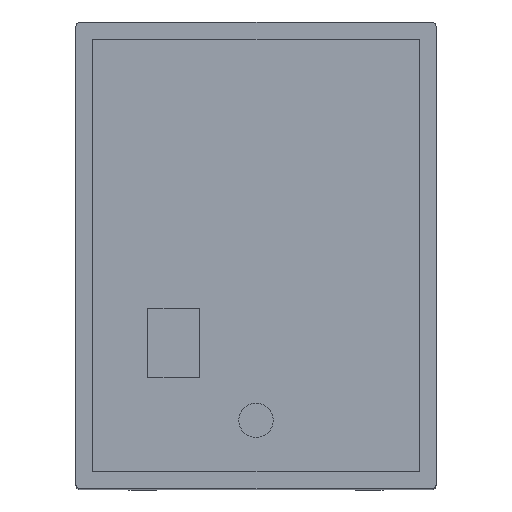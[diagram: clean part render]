
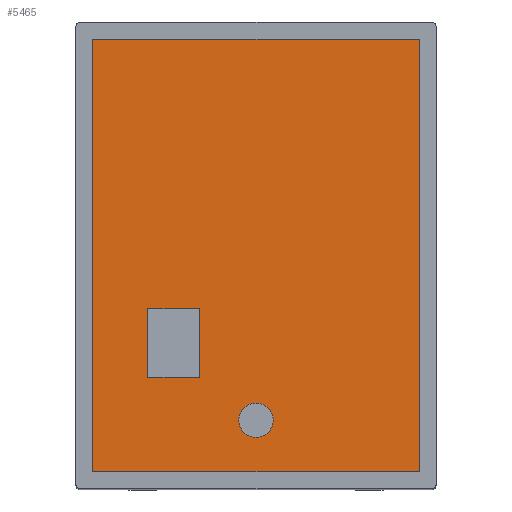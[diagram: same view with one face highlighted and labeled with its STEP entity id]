
A CAD part, top view. The second image highlights one B-rep face of the part: STEP entity #5465.
In plain terms, the highlighted planar face has unit normal (0, 0, 1).
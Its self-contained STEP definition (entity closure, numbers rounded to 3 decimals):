
#64 = ORIENTED_EDGE ( 'NONE', *, *, #4480, .F. ) ;
#120 = DIRECTION ( 'NONE',  ( -1., 0., 0. ) ) ;
#313 = CIRCLE ( 'NONE', #6552, 1. ) ;
#370 = DIRECTION ( 'NONE',  ( 0., -1., 0. ) ) ;
#1148 = AXIS2_PLACEMENT_3D ( 'NONE', #3219, #3873, #9672 ) ;
#1590 = CARTESIAN_POINT ( 'NONE',  ( 9.5, -12.6, 35. ) ) ;
#1717 = LINE ( 'NONE', #4361, #3048 ) ;
#2024 = VECTOR ( 'NONE', #370, 1000. ) ;
#2028 = ORIENTED_EDGE ( 'NONE', *, *, #3109, .F. ) ;
#2151 = CARTESIAN_POINT ( 'NONE',  ( -1., -9.6, 35. ) ) ;
#2198 = FACE_BOUND ( 'NONE', #6889, .T. ) ;
#2260 = DIRECTION ( 'NONE',  ( -1., 0., 0. ) ) ;
#2503 = DIRECTION ( 'NONE',  ( 0., 1., 0. ) ) ;
#2571 = LINE ( 'NONE', #8420, #8788 ) ;
#2700 = EDGE_CURVE ( 'NONE', #7448, #6501, #4005, .T. ) ;
#2772 = VECTOR ( 'NONE', #2503, 1000. ) ;
#2792 = CARTESIAN_POINT ( 'NONE',  ( -3.3, -3.1, 35. ) ) ;
#2914 = LINE ( 'NONE', #3680, #6279 ) ;
#3048 = VECTOR ( 'NONE', #7607, 1000. ) ;
#3109 = EDGE_CURVE ( 'NONE', #6429, #8643, #7343, .T. ) ;
#3219 = CARTESIAN_POINT ( 'NONE',  ( 0., -9.6, 35. ) ) ;
#3315 = EDGE_CURVE ( 'NONE', #8643, #8892, #2571, .T. ) ;
#3535 = DIRECTION ( 'NONE',  ( 0., -1., 0. ) ) ;
#3680 = CARTESIAN_POINT ( 'NONE',  ( 9.5, -12.6, 35. ) ) ;
#3791 = EDGE_CURVE ( 'NONE', #5269, #8326, #313, .T. ) ;
#3870 = CARTESIAN_POINT ( 'NONE',  ( 9.5, -12.6, 35. ) ) ;
#3873 = DIRECTION ( 'NONE',  ( 0., 0., 1. ) ) ;
#4005 = LINE ( 'NONE', #8924, #9121 ) ;
#4361 = CARTESIAN_POINT ( 'NONE',  ( -3.3, -7.1, 35. ) ) ;
#4480 = EDGE_CURVE ( 'NONE', #8892, #7045, #1717, .T. ) ;
#4758 = DIRECTION ( 'NONE',  ( -1., 0., 0. ) ) ;
#4785 = CARTESIAN_POINT ( 'NONE',  ( 9.5, 12.6, 35. ) ) ;
#4807 = EDGE_CURVE ( 'NONE', #8326, #5269, #5666, .T. ) ;
#4999 = LINE ( 'NONE', #8347, #5813 ) ;
#5269 = VERTEX_POINT ( 'NONE', #2151 ) ;
#5373 = EDGE_CURVE ( 'NONE', #6501, #6348, #5524, .T. ) ;
#5378 = DIRECTION ( 'NONE',  ( -1., 0., 0. ) ) ;
#5423 = EDGE_LOOP ( 'NONE', ( #7967, #7153, #7109, #6503 ) ) ;
#5430 = DIRECTION ( 'NONE',  ( 0., 0., 1. ) ) ;
#5465 = ADVANCED_FACE ( 'NONE', ( #7999, #2198, #5511 ), #7294, .T. ) ;
#5511 = FACE_OUTER_BOUND ( 'NONE', #5423, .T. ) ;
#5524 = LINE ( 'NONE', #9408, #2024 ) ;
#5618 = CARTESIAN_POINT ( 'NONE',  ( -3.3, -3.1, 35. ) ) ;
#5666 = CIRCLE ( 'NONE', #1148, 1. ) ;
#5733 = ORIENTED_EDGE ( 'NONE', *, *, #4807, .F. ) ;
#5783 = VERTEX_POINT ( 'NONE', #3870 ) ;
#5813 = VECTOR ( 'NONE', #8242, 1000. ) ;
#5976 = EDGE_CURVE ( 'NONE', #5783, #7448, #8955, .T. ) ;
#6064 = EDGE_CURVE ( 'NONE', #5783, #6348, #2914, .T. ) ;
#6279 = VECTOR ( 'NONE', #120, 1000. ) ;
#6348 = VERTEX_POINT ( 'NONE', #6699 ) ;
#6429 = VERTEX_POINT ( 'NONE', #2792 ) ;
#6468 = ORIENTED_EDGE ( 'NONE', *, *, #10211, .F. ) ;
#6501 = VERTEX_POINT ( 'NONE', #8487 ) ;
#6503 = ORIENTED_EDGE ( 'NONE', *, *, #2700, .T. ) ;
#6552 = AXIS2_PLACEMENT_3D ( 'NONE', #8560, #5430, #5378 ) ;
#6699 = CARTESIAN_POINT ( 'NONE',  ( -9.5, -12.6, 35. ) ) ;
#6874 = CARTESIAN_POINT ( 'NONE',  ( -6.3, -7.1, 35. ) ) ;
#6889 = EDGE_LOOP ( 'NONE', ( #6468, #64, #7469, #2028 ) ) ;
#7045 = VERTEX_POINT ( 'NONE', #8096 ) ;
#7109 = ORIENTED_EDGE ( 'NONE', *, *, #5976, .T. ) ;
#7153 = ORIENTED_EDGE ( 'NONE', *, *, #6064, .F. ) ;
#7294 = PLANE ( 'NONE',  #9462 ) ;
#7343 = LINE ( 'NONE', #5618, #8604 ) ;
#7394 = CARTESIAN_POINT ( 'NONE',  ( 1., -9.6, 35. ) ) ;
#7448 = VERTEX_POINT ( 'NONE', #4785 ) ;
#7469 = ORIENTED_EDGE ( 'NONE', *, *, #3315, .F. ) ;
#7607 = DIRECTION ( 'NONE',  ( 1., 0., 0. ) ) ;
#7967 = ORIENTED_EDGE ( 'NONE', *, *, #5373, .T. ) ;
#7999 = FACE_BOUND ( 'NONE', #10133, .T. ) ;
#8096 = CARTESIAN_POINT ( 'NONE',  ( -3.3, -7.1, 35. ) ) ;
#8242 = DIRECTION ( 'NONE',  ( 0., 1., 0. ) ) ;
#8326 = VERTEX_POINT ( 'NONE', #7394 ) ;
#8347 = CARTESIAN_POINT ( 'NONE',  ( -3.3, -7.1, 35. ) ) ;
#8420 = CARTESIAN_POINT ( 'NONE',  ( -6.3, -7.1, 35. ) ) ;
#8487 = CARTESIAN_POINT ( 'NONE',  ( -9.5, 12.6, 35. ) ) ;
#8560 = CARTESIAN_POINT ( 'NONE',  ( 0., -9.6, 35. ) ) ;
#8604 = VECTOR ( 'NONE', #4758, 1000. ) ;
#8643 = VERTEX_POINT ( 'NONE', #10527 ) ;
#8788 = VECTOR ( 'NONE', #3535, 1000. ) ;
#8802 = ORIENTED_EDGE ( 'NONE', *, *, #3791, .F. ) ;
#8892 = VERTEX_POINT ( 'NONE', #6874 ) ;
#8924 = CARTESIAN_POINT ( 'NONE',  ( 9.5, 12.6, 35. ) ) ;
#8955 = LINE ( 'NONE', #1590, #2772 ) ;
#9121 = VECTOR ( 'NONE', #2260, 1000. ) ;
#9408 = CARTESIAN_POINT ( 'NONE',  ( -9.5, -12.6, 35. ) ) ;
#9462 = AXIS2_PLACEMENT_3D ( 'NONE', #9683, #10441, #10554 ) ;
#9672 = DIRECTION ( 'NONE',  ( -1., 0., 0. ) ) ;
#9683 = CARTESIAN_POINT ( 'NONE',  ( 10.5, 13.6, 35. ) ) ;
#10133 = EDGE_LOOP ( 'NONE', ( #8802, #5733 ) ) ;
#10211 = EDGE_CURVE ( 'NONE', #7045, #6429, #4999, .T. ) ;
#10441 = DIRECTION ( 'NONE',  ( 0., 0., 1. ) ) ;
#10527 = CARTESIAN_POINT ( 'NONE',  ( -6.3, -3.1, 35. ) ) ;
#10554 = DIRECTION ( 'NONE',  ( 1., 0., 0. ) ) ;
